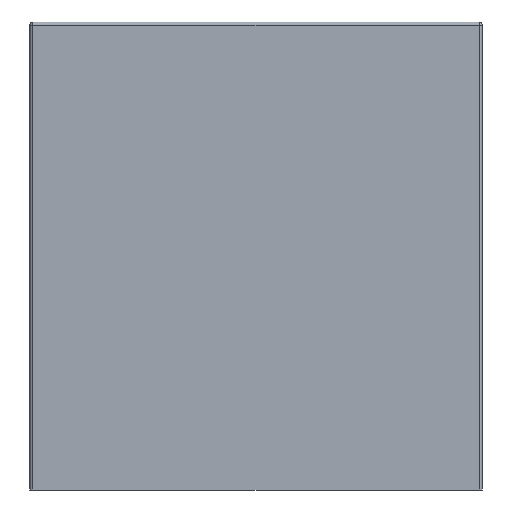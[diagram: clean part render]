
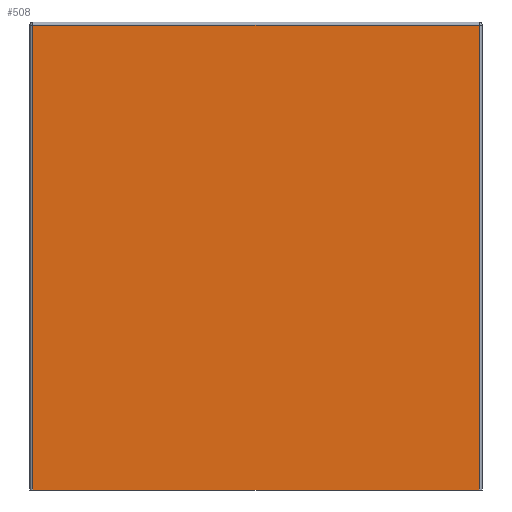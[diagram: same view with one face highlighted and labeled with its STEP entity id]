
A CAD part, front view. The second image highlights one B-rep face of the part: STEP entity #508.
In plain terms, the highlighted planar face has unit normal (0, -1, 0).
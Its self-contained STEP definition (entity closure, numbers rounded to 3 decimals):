
#42=PLANE('',#569);
#61=LINE('',#828,#81);
#64=LINE('',#853,#84);
#67=LINE('',#857,#87);
#76=LINE('',#881,#96);
#81=VECTOR('',#641,10.);
#84=VECTOR('',#668,10.);
#87=VECTOR('',#673,10.);
#96=VECTOR('',#702,10.);
#132=FACE_OUTER_BOUND('',#174,.T.);
#174=EDGE_LOOP('',(#416,#417,#418,#419));
#268=VERTEX_POINT('',#817);
#271=VERTEX_POINT('',#824);
#280=VERTEX_POINT('',#846);
#282=VERTEX_POINT('',#851);
#317=EDGE_CURVE('',#268,#271,#61,.T.);
#328=EDGE_CURVE('',#282,#280,#64,.T.);
#331=EDGE_CURVE('',#280,#268,#67,.T.);
#344=EDGE_CURVE('',#271,#282,#76,.T.);
#416=ORIENTED_EDGE('',*,*,#317,.F.);
#417=ORIENTED_EDGE('',*,*,#331,.F.);
#418=ORIENTED_EDGE('',*,*,#328,.F.);
#419=ORIENTED_EDGE('',*,*,#344,.F.);
#508=ADVANCED_FACE('',(#132),#42,.T.);
#569=AXIS2_PLACEMENT_3D('',#880,#700,#701);
#641=DIRECTION('',(0.,0.,-1.));
#668=DIRECTION('',(0.,0.,1.));
#673=DIRECTION('',(1.,0.,0.));
#700=DIRECTION('center_axis',(0.,-1.,0.));
#701=DIRECTION('ref_axis',(1.,0.,0.));
#702=DIRECTION('',(-1.,0.,0.));
#817=CARTESIAN_POINT('',(28.6,-21.9,59.6));
#824=CARTESIAN_POINT('',(28.6,-21.9,0.));
#828=CARTESIAN_POINT('',(28.6,-21.9,0.));
#846=CARTESIAN_POINT('',(-28.6,-21.9,59.6));
#851=CARTESIAN_POINT('',(-28.6,-21.9,0.));
#853=CARTESIAN_POINT('',(-28.6,-21.9,0.));
#857=CARTESIAN_POINT('',(-14.5,-21.9,59.6));
#880=CARTESIAN_POINT('Origin',(-29.,-21.9,0.));
#881=CARTESIAN_POINT('',(29.,-21.9,0.));
